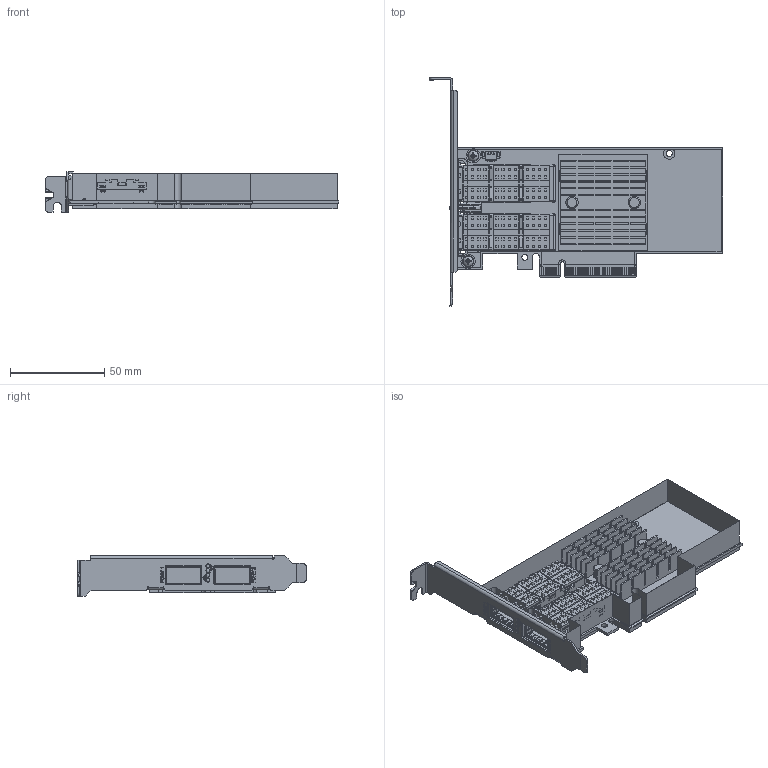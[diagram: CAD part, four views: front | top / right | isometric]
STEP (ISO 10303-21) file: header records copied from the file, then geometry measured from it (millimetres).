
FILE_DESCRIPTION(/* description */ (' FALCON-3G 2-PORT QSFP FDR10/QDR/40GE/FDR SFG WITH KFIR-A1 W/ HSK000061- Mechanical Spec'),/* implementation_level */ '2;1');
FILE_NAME(/* name */ 'MCX314A-BCCT_.AA00.stp',/* time_stamp */ '2017-03-27T09:09:49+03:00',/* author */ ('yossin'),/* organization */ (''),/* preprocessor_version */ 'ST-DEVELOPER v16.5',/* originating_system */ 'Autodesk Inventor 2017',/* authorisation */ '');
FILE_SCHEMA (('AUTOMOTIVE_DESIGN { 1 0 10303 214 3 1 1 }'));
Products named in the file (22): SFG002407; SFG002407_IDF; PCB001787; CON000523; ACC000129; CON000096; LED000008; LED000009; HOL000014; 102990162; HSK000061; HSK000022; MEC005127; MEC005242; MEC005242_1; MEC005242_Conical_Sping; MEC005242_Closed_state; MA002969; MEC003274; EMI000070; SCR000104; 102400006
Assembly tree (31 placements, depth 3):
  SFG002407
    SFG002407_IDF
      PCB001787
      CON000523  x2
      ACC000129  x2
      CON000096
      LED000008  x2
      LED000009  x2
      HOL000014  x2
      102990162
    HSK000061
      HSK000022
      MEC005127  x4
    MEC005242  x2
      MEC005242_1
      MEC005242_Conical_Sping
      MEC005242_Closed_state
    MA002969
      MEC003274
      EMI000070
    SCR000104  x2
    102400006
Bounding box: 155.67 x 121.05 x 21.59 mm (x, y, z)
Volume: 31312.8 mm3; surface area: 68959 mm2
Topology: 34 solids, 43 shells, 5888 faces, 16020 edges, 10531 vertices
Faces by surface type: plane 4152, cylinder 1448, bspline 197, torus 41, cone 40, sphere 10
Full cylindrical faces by diameter (mm): 0.17 x2, 0.173 x2, 0.2 x9, 0.8 x2, 1 x3, 1.4 x2, 1.55 x4, 1.95 x4, 2 x4, 2.1 x4, 2.15 x4, 2.3 x2, 2.8 x2, 2.845 x2, 3.05 x2, 3.175 x4, 3.2 x2, 3.38 x2, 4 x6, 5.563 x2, 6.2 x2, 7.62 x2, 10 x2
Entity records: 125046 total; most frequent: CARTESIAN_POINT 27135, ORIENTED_EDGE 20038, DIRECTION 18931, EDGE_CURVE 10097, LINE 8031, VECTOR 8031, VERTEX_POINT 6674, AXIS2_PLACEMENT_3D 5450
